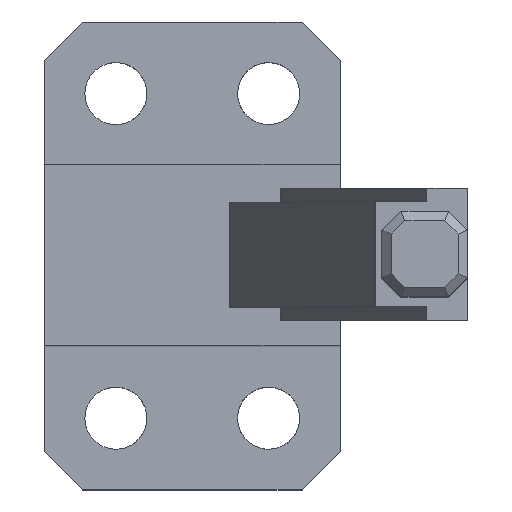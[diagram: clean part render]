
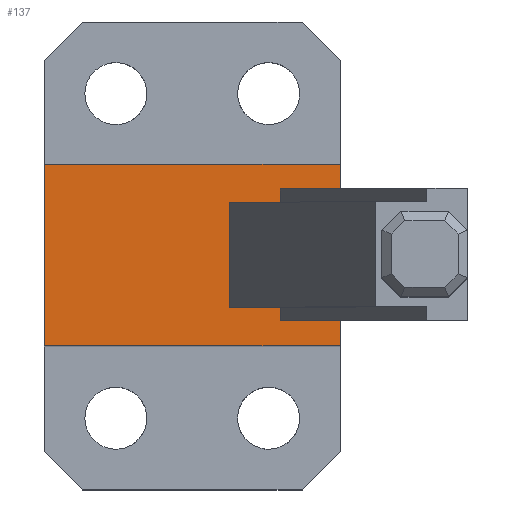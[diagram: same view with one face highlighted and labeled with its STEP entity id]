
A CAD part, top view. The second image highlights one B-rep face of the part: STEP entity #137.
In plain terms, the highlighted planar face has unit normal (0, 0, 1).
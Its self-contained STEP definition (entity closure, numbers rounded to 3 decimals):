
#35=AXIS2_PLACEMENT_3D('Plane Axis2P3D',#32,#33,#34) ;
#32=CARTESIAN_POINT('Axis2P3D Location',(0.,0.,0.)) ;
#37=CARTESIAN_POINT('Line Origine',(-15.5,0.,0.)) ;
#41=CARTESIAN_POINT('Vertex',(-15.5,9.5,0.)) ;
#43=CARTESIAN_POINT('Vertex',(-15.5,-9.5,0.)) ;
#46=CARTESIAN_POINT('Line Origine',(0.,-9.5,0.)) ;
#50=CARTESIAN_POINT('Vertex',(15.5,-9.5,0.)) ;
#53=CARTESIAN_POINT('Line Origine',(15.5,0.,0.)) ;
#57=CARTESIAN_POINT('Vertex',(15.5,9.5,0.)) ;
#60=CARTESIAN_POINT('Line Origine',(0.,9.5,0.)) ;
#71=CARTESIAN_POINT('Line Origine',(9.211,-6.2,0.)) ;
#75=CARTESIAN_POINT('Vertex',(9.211,-6.9,0.)) ;
#77=CARTESIAN_POINT('Vertex',(9.211,-5.5,0.)) ;
#80=CARTESIAN_POINT('Line Origine',(6.533,-5.5,0.)) ;
#84=CARTESIAN_POINT('Vertex',(3.855,-5.5,0.)) ;
#87=CARTESIAN_POINT('Line Origine',(3.855,0.,0.)) ;
#91=CARTESIAN_POINT('Vertex',(3.855,5.5,0.)) ;
#94=CARTESIAN_POINT('Line Origine',(6.533,5.5,0.)) ;
#98=CARTESIAN_POINT('Vertex',(9.211,5.5,0.)) ;
#101=CARTESIAN_POINT('Line Origine',(9.211,6.2,0.)) ;
#105=CARTESIAN_POINT('Vertex',(9.211,6.9,0.)) ;
#108=CARTESIAN_POINT('Line Origine',(11.353,6.9,0.)) ;
#112=CARTESIAN_POINT('Vertex',(13.495,6.9,0.)) ;
#115=CARTESIAN_POINT('Line Origine',(13.495,0.,0.)) ;
#119=CARTESIAN_POINT('Vertex',(13.495,-6.9,0.)) ;
#122=CARTESIAN_POINT('Line Origine',(11.353,-6.9,0.)) ;
#33=DIRECTION('Axis2P3D Direction',(0.,0.,1.)) ;
#34=DIRECTION('Axis2P3D XDirection',(0.,-1.,0.)) ;
#38=DIRECTION('Vector Direction',(0.,-1.,0.)) ;
#47=DIRECTION('Vector Direction',(1.,0.,0.)) ;
#54=DIRECTION('Vector Direction',(0.,1.,0.)) ;
#61=DIRECTION('Vector Direction',(1.,0.,0.)) ;
#72=DIRECTION('Vector Direction',(0.,1.,0.)) ;
#81=DIRECTION('Vector Direction',(1.,0.,0.)) ;
#88=DIRECTION('Vector Direction',(0.,1.,0.)) ;
#95=DIRECTION('Vector Direction',(1.,0.,0.)) ;
#102=DIRECTION('Vector Direction',(0.,1.,0.)) ;
#109=DIRECTION('Vector Direction',(1.,0.,0.)) ;
#116=DIRECTION('Vector Direction',(0.,1.,0.)) ;
#123=DIRECTION('Vector Direction',(1.,0.,0.)) ;
#39=VECTOR('Line Direction',#38,1.) ;
#48=VECTOR('Line Direction',#47,1.) ;
#55=VECTOR('Line Direction',#54,1.) ;
#62=VECTOR('Line Direction',#61,1.) ;
#73=VECTOR('Line Direction',#72,1.) ;
#82=VECTOR('Line Direction',#81,1.) ;
#89=VECTOR('Line Direction',#88,1.) ;
#96=VECTOR('Line Direction',#95,1.) ;
#103=VECTOR('Line Direction',#102,1.) ;
#110=VECTOR('Line Direction',#109,1.) ;
#117=VECTOR('Line Direction',#116,1.) ;
#124=VECTOR('Line Direction',#123,1.) ;
#66=ORIENTED_EDGE('',*,*,#45,.T.) ;
#67=ORIENTED_EDGE('',*,*,#52,.T.) ;
#68=ORIENTED_EDGE('',*,*,#59,.T.) ;
#69=ORIENTED_EDGE('',*,*,#64,.F.) ;
#128=ORIENTED_EDGE('',*,*,#79,.T.) ;
#129=ORIENTED_EDGE('',*,*,#86,.F.) ;
#130=ORIENTED_EDGE('',*,*,#93,.T.) ;
#131=ORIENTED_EDGE('',*,*,#100,.T.) ;
#132=ORIENTED_EDGE('',*,*,#107,.T.) ;
#133=ORIENTED_EDGE('',*,*,#114,.T.) ;
#134=ORIENTED_EDGE('',*,*,#121,.F.) ;
#135=ORIENTED_EDGE('',*,*,#126,.F.) ;
#136=FACE_BOUND('',#127,.T.) ;
#137=ADVANCED_FACE('01_SSS01_\X2\89D2578B30B330A230593063307D3093672C4F53\X0\',(#70,#136),#36,.T.) ;
#45=EDGE_CURVE('',#42,#44,#40,.T.) ;
#52=EDGE_CURVE('',#44,#51,#49,.T.) ;
#59=EDGE_CURVE('',#51,#58,#56,.T.) ;
#64=EDGE_CURVE('',#42,#58,#63,.T.) ;
#79=EDGE_CURVE('',#76,#78,#74,.T.) ;
#86=EDGE_CURVE('',#85,#78,#83,.T.) ;
#93=EDGE_CURVE('',#85,#92,#90,.T.) ;
#100=EDGE_CURVE('',#92,#99,#97,.T.) ;
#107=EDGE_CURVE('',#99,#106,#104,.T.) ;
#114=EDGE_CURVE('',#106,#113,#111,.T.) ;
#121=EDGE_CURVE('',#120,#113,#118,.T.) ;
#126=EDGE_CURVE('',#76,#120,#125,.T.) ;
#65=EDGE_LOOP('',(#66,#67,#68,#69)) ;
#127=EDGE_LOOP('',(#128,#129,#130,#131,#132,#133,#134,#135)) ;
#70=FACE_OUTER_BOUND('',#65,.T.) ;
#40=LINE('Line',#37,#39) ;
#49=LINE('Line',#46,#48) ;
#56=LINE('Line',#53,#55) ;
#63=LINE('Line',#60,#62) ;
#74=LINE('Line',#71,#73) ;
#83=LINE('Line',#80,#82) ;
#90=LINE('Line',#87,#89) ;
#97=LINE('Line',#94,#96) ;
#104=LINE('Line',#101,#103) ;
#111=LINE('Line',#108,#110) ;
#118=LINE('Line',#115,#117) ;
#125=LINE('Line',#122,#124) ;
#36=PLANE('Plane',#35) ;
#42=VERTEX_POINT('',#41) ;
#44=VERTEX_POINT('',#43) ;
#51=VERTEX_POINT('',#50) ;
#58=VERTEX_POINT('',#57) ;
#76=VERTEX_POINT('',#75) ;
#78=VERTEX_POINT('',#77) ;
#85=VERTEX_POINT('',#84) ;
#92=VERTEX_POINT('',#91) ;
#99=VERTEX_POINT('',#98) ;
#106=VERTEX_POINT('',#105) ;
#113=VERTEX_POINT('',#112) ;
#120=VERTEX_POINT('',#119) ;
